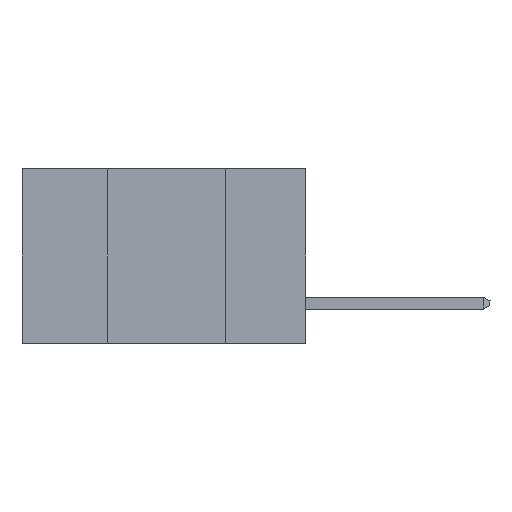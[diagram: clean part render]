
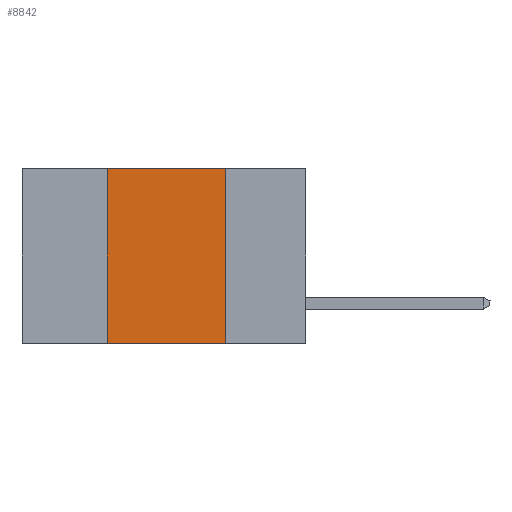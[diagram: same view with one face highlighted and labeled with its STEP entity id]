
A CAD part, left-side view. The second image highlights one B-rep face of the part: STEP entity #8842.
In plain terms, the highlighted planar face has unit normal (-1, 0, 0).
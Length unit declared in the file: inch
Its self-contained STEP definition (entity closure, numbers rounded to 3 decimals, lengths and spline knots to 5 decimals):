
#66 = EDGE_CURVE ( 'NONE', #2356, #7155, #8823, .T. ) ;
#602 = AXIS2_PLACEMENT_3D ( 'NONE', #6016, #7645, #4529 ) ;
#1022 = DIRECTION ( 'NONE',  ( 0., -1., 0. ) ) ;
#1038 = DIRECTION ( 'NONE',  ( 0., 0., -1. ) ) ;
#1237 = EDGE_CURVE ( 'NONE', #2320, #2153, #9799, .T. ) ;
#2153 = VERTEX_POINT ( 'NONE', #5780 ) ;
#2253 = ORIENTED_EDGE ( 'NONE', *, *, #4879, .F. ) ;
#2320 = VERTEX_POINT ( 'NONE', #3920 ) ;
#2356 = VERTEX_POINT ( 'NONE', #7553 ) ;
#2563 = EDGE_LOOP ( 'NONE', ( #8883, #2721, #2253, #6865 ) ) ;
#2721 = ORIENTED_EDGE ( 'NONE', *, *, #1237, .F. ) ;
#2794 = VECTOR ( 'NONE', #1022, 39.37008 ) ;
#3443 = DIRECTION ( 'NONE',  ( 0., -1., 0. ) ) ;
#3920 = CARTESIAN_POINT ( 'NONE',  ( 0., 0.42, 0. ) ) ;
#4529 = DIRECTION ( 'NONE',  ( 0., 0., -1. ) ) ;
#4834 = LINE ( 'NONE', #8014, #7795 ) ;
#4879 = EDGE_CURVE ( 'NONE', #2356, #2320, #5547, .T. ) ;
#5059 = CARTESIAN_POINT ( 'NONE',  ( 0., 0.17, -0.37 ) ) ;
#5168 = VECTOR ( 'NONE', #3443, 39.37008 ) ;
#5243 = PLANE ( 'NONE',  #602 ) ;
#5547 = LINE ( 'NONE', #6261, #9749 ) ;
#5780 = CARTESIAN_POINT ( 'NONE',  ( 0., 0.17, 0. ) ) ;
#6016 = CARTESIAN_POINT ( 'NONE',  ( 0., 0.6, 0. ) ) ;
#6261 = CARTESIAN_POINT ( 'NONE',  ( 0., 0.42, -0.37 ) ) ;
#6865 = ORIENTED_EDGE ( 'NONE', *, *, #66, .T. ) ;
#6974 = DIRECTION ( 'NONE',  ( 0., 0., 1. ) ) ;
#7155 = VERTEX_POINT ( 'NONE', #5059 ) ;
#7386 = EDGE_CURVE ( 'NONE', #2153, #7155, #4834, .T. ) ;
#7553 = CARTESIAN_POINT ( 'NONE',  ( 0., 0.42, -0.37 ) ) ;
#7645 = DIRECTION ( 'NONE',  ( 1., 0., 0. ) ) ;
#7795 = VECTOR ( 'NONE', #1038, 39.37008 ) ;
#8014 = CARTESIAN_POINT ( 'NONE',  ( 0., 0.17, -0.37 ) ) ;
#8042 = CARTESIAN_POINT ( 'NONE',  ( 0., 0.6, -0.37 ) ) ;
#8823 = LINE ( 'NONE', #8042, #2794 ) ;
#8842 = ADVANCED_FACE ( 'NONE', ( #9862 ), #5243, .F. ) ;
#8883 = ORIENTED_EDGE ( 'NONE', *, *, #7386, .F. ) ;
#8975 = CARTESIAN_POINT ( 'NONE',  ( 0., 0.6, 0. ) ) ;
#9749 = VECTOR ( 'NONE', #6974, 39.37008 ) ;
#9799 = LINE ( 'NONE', #8975, #5168 ) ;
#9862 = FACE_OUTER_BOUND ( 'NONE', #2563, .T. ) ;
